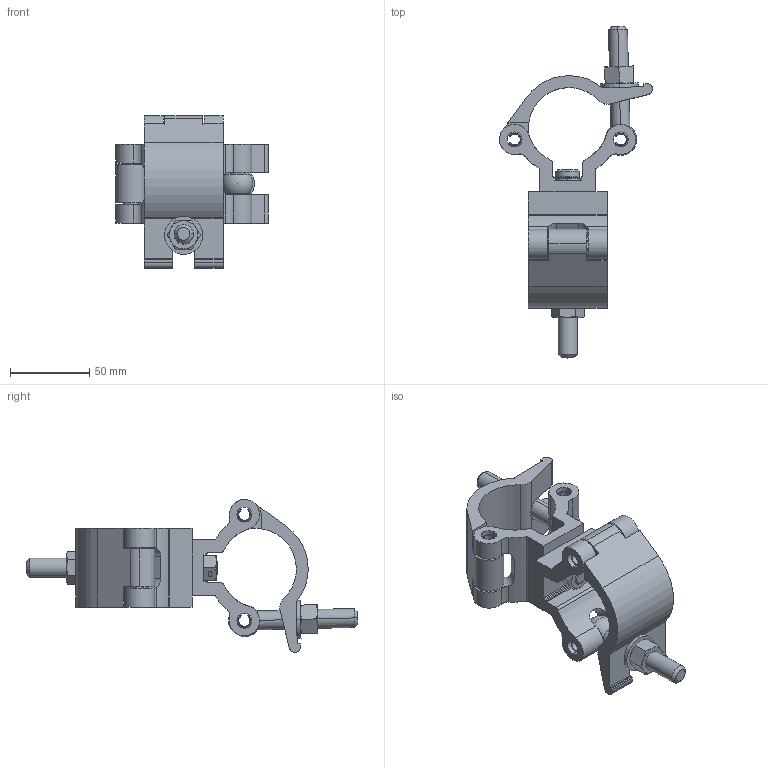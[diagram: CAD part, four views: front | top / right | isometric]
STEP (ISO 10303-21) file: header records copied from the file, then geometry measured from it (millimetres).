
FILE_DESCRIPTION (( 'STEP AP203' ), '1' );
FILE_NAME ('T58110 & T58111.STEP', '2018-08-08T11:51:23', ( '' ), ( '' ), 'SwSTEP 2.0', 'SolidWorks 2016', '' );
FILE_SCHEMA (( 'CONFIG_CONTROL_DESIGN' ));
Length unit declared in the file: millimetre
Products named in the file (17): F997; TH2006_TH2006 - 50MM WIDE; S1931; spring pin slotted_hd_doughty fastners - stainless_Spring Pin ISO 8752 - 5 x 16St; TH640_TH640; TH257_TH257; F995; A Washer_Bright washer BS 4320 - M12 (Form A); Hex Centre Lock Nut GradeAB_Doughty Fastners_BS EN 24032 - M10 - D - S; T78005; T58110 & T58111; TH2005_TH2005 - 50MM WIDE; F790; Hex Nut Style 1 GradeAB_Doughty Fastners_Hexagon Nut ISO - 4032 - M12 - D - S; TH566
Assembly tree (21 placements, depth 3):
  T58110 & T58111
    TH640_TH640
      TH2006_TH2006 - 50MM WIDE
    TH257_TH257  x2
      TH2005_TH2005 - 50MM WIDE
    T78005  x2
      TH566
      A Washer_Bright washer BS 4320 - M12 (Form A)
      Hex Nut Style 1 GradeAB_Doughty Fastners_Hexagon Nut ISO - 4032 - M12 - D - S
    F790  x4
    TH640_TH640
      TH2006_TH2006 - 50MM WIDE
    Hex Centre Lock Nut GradeAB_Doughty Fastners_BS EN 24032 - M10 - D - S
    spring pin slotted_hd_doughty fastners - stainless_Spring Pin ISO 8752 - 5 x 16St
    F997
    S1931
    F995
Bounding box: 96.7 x 209.9 x 96.7 mm (x, y, z)
Volume: 206690.6 mm3; surface area: 87325.6 mm2
Topology: 19 solids, 19 shells, 588 faces, 1387 edges, 839 vertices
Faces by surface type: cone 217, cylinder 216, plane 147, sphere 6, torus 2
Entity records: 14540 total; most frequent: CARTESIAN_POINT 2736, DIRECTION 2227, ORIENTED_EDGE 1970, EDGE_CURVE 985, AXIS2_PLACEMENT_3D 882, VERTEX_POINT 599, VECTOR 463, LINE 463
